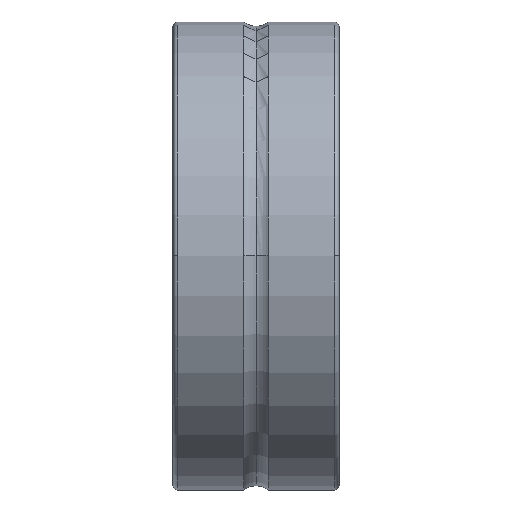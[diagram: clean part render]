
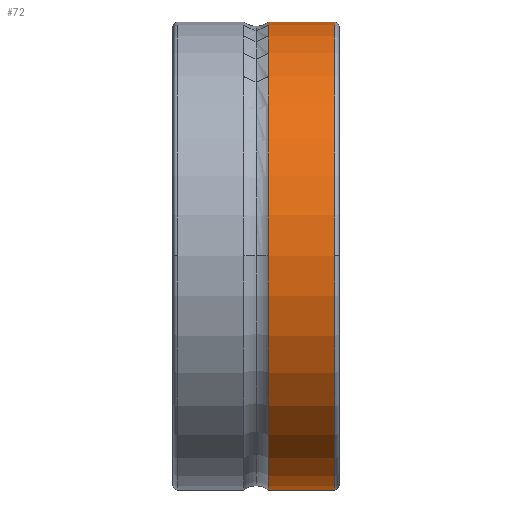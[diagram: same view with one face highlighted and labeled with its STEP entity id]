
A CAD part, top view. The second image highlights one B-rep face of the part: STEP entity #72.
In plain terms, the highlighted cylindrical face has radius 31 mm (diameter 62 mm), a partial arc.
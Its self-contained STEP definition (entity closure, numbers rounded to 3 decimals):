
#72=ADVANCED_FACE('',(#477),#478,.T.);
#477=FACE_OUTER_BOUND('',#1359,.T.);
#478=CYLINDRICAL_SURFACE('',#1360,31.0);
#1359=EDGE_LOOP('',(#2310,#2311,#2312,#2313,#2314,#2315));
#1360=AXIS2_PLACEMENT_3D('',#2316,#2317,#2318);
#2310=ORIENTED_EDGE('',*,*,#5706,.F.);
#2311=ORIENTED_EDGE('',*,*,#5707,.T.);
#2312=ORIENTED_EDGE('',*,*,#5708,.T.);
#2313=ORIENTED_EDGE('',*,*,#5709,.F.);
#2314=ORIENTED_EDGE('',*,*,#5710,.F.);
#2315=ORIENTED_EDGE('',*,*,#5702,.F.);
#2316=CARTESIAN_POINT('',(11.0,0.0,0.0));
#2317=DIRECTION('',(1.0,0.0,0.0));
#2318=DIRECTION('',(0.0,1.0,0.0));
#5702=EDGE_CURVE('',#6869,#6871,#6872,.T.);
#5706=EDGE_CURVE('',#6878,#6869,#6879,.T.);
#5707=EDGE_CURVE('',#6878,#6880,#6881,.T.);
#5708=EDGE_CURVE('',#6880,#6882,#6883,.T.);
#5709=EDGE_CURVE('',#6884,#6882,#6885,.T.);
#5710=EDGE_CURVE('',#6871,#6884,#6886,.T.);
#6869=VERTEX_POINT('',#8819);
#6871=VERTEX_POINT('',#8821);
#6872=CIRCLE('',#8822,31.0);
#6878=VERTEX_POINT('',#8828);
#6879=LINE('',#8829,#8830);
#6880=VERTEX_POINT('',#8831);
#6881=CIRCLE('',#8832,31.0);
#6882=VERTEX_POINT('',#8833);
#6883=CIRCLE('',#8834,31.0);
#6884=VERTEX_POINT('',#8835);
#6885=LINE('',#8836,#8837);
#6886=CIRCLE('',#8838,31.0);
#8819=CARTESIAN_POINT('',(21.4,31.0,0.0));
#8821=CARTESIAN_POINT('',(21.4,0.,31.0));
#8822=AXIS2_PLACEMENT_3D('',#12786,#12787,#12788);
#8828=CARTESIAN_POINT('',(12.65,31.0,0.));
#8829=CARTESIAN_POINT('',(17.025,31.0,0.));
#8830=VECTOR('',#12798,1.0);
#8831=CARTESIAN_POINT('',(12.65,0.,31.0));
#8832=AXIS2_PLACEMENT_3D('',#12799,#12800,#12801);
#8833=CARTESIAN_POINT('',(12.65,-31.0,0.));
#8834=AXIS2_PLACEMENT_3D('',#12802,#12803,#12804);
#8835=CARTESIAN_POINT('',(21.4,-31.0,0.));
#8836=CARTESIAN_POINT('',(17.025,-31.0,0.));
#8837=VECTOR('',#12805,1.0);
#8838=AXIS2_PLACEMENT_3D('',#12806,#12807,#12808);
#12786=CARTESIAN_POINT('',(21.4,0.0,0.0));
#12787=DIRECTION('',(1.0,0.0,0.0));
#12788=DIRECTION('',(0.0,1.0,0.0));
#12798=DIRECTION('',(1.0,0.0,0.0));
#12799=CARTESIAN_POINT('',(12.65,0.0,0.0));
#12800=DIRECTION('',(1.0,0.0,0.0));
#12801=DIRECTION('',(0.0,1.0,0.0));
#12802=CARTESIAN_POINT('',(12.65,0.0,0.0));
#12803=DIRECTION('',(1.0,0.0,0.0));
#12804=DIRECTION('',(0.0,1.0,0.0));
#12805=DIRECTION('',(-1.0,-0.0,-0.0));
#12806=CARTESIAN_POINT('',(21.4,0.0,0.0));
#12807=DIRECTION('',(1.0,0.0,0.0));
#12808=DIRECTION('',(0.0,1.0,0.0));
